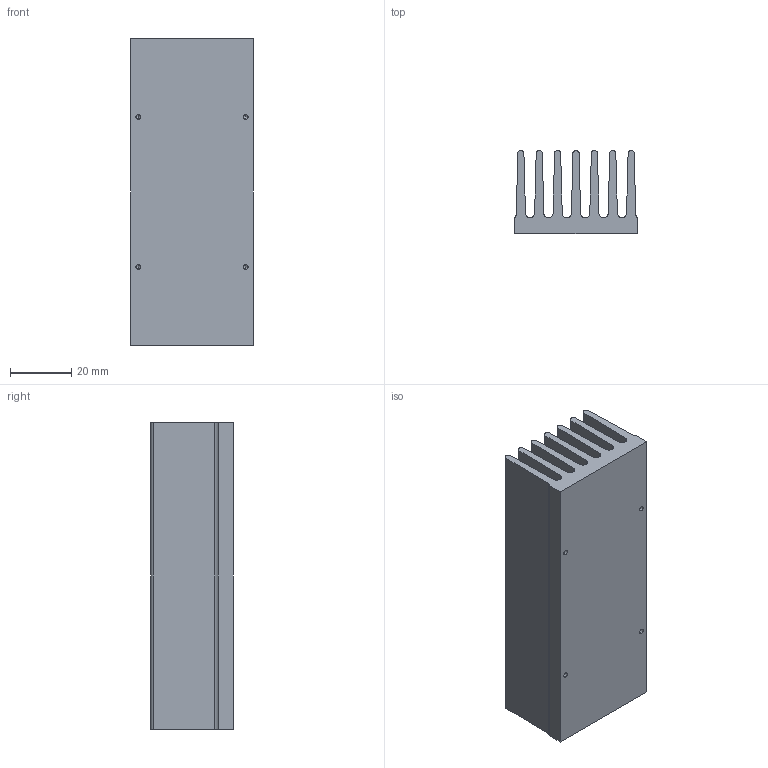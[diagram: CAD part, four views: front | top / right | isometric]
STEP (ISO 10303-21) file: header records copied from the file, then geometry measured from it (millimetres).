
FILE_DESCRIPTION (( 'STEP AP214' ), '1' );
FILE_NAME ('Dissipateur DR-VE-10-MO.STEP', '2021-02-26T13:26:22', ( '' ), ( '' ), 'SwSTEP 2.0', 'SolidWorks 2018', '' );
FILE_SCHEMA (( 'AUTOMOTIVE_DESIGN' ));
Length unit declared in the file: millimetre
Products named in the file (1): Dissipateur DR-VE-10-MO
Bounding box: 40 x 27 x 100 mm (x, y, z)
Volume: 58917.5 mm3; surface area: 38965.5 mm2
Topology: 1 solids, 1 shells, 50 faces, 136 edges, 84 vertices
Faces by surface type: cylinder 23, plane 19, cone 8
Entity records: 1648 total; most frequent: DIRECTION 276, CARTESIAN_POINT 263, ORIENTED_EDGE 256, EDGE_CURVE 128, AXIS2_PLACEMENT_3D 97, VERTEX_POINT 84, LINE 82, VECTOR 82
